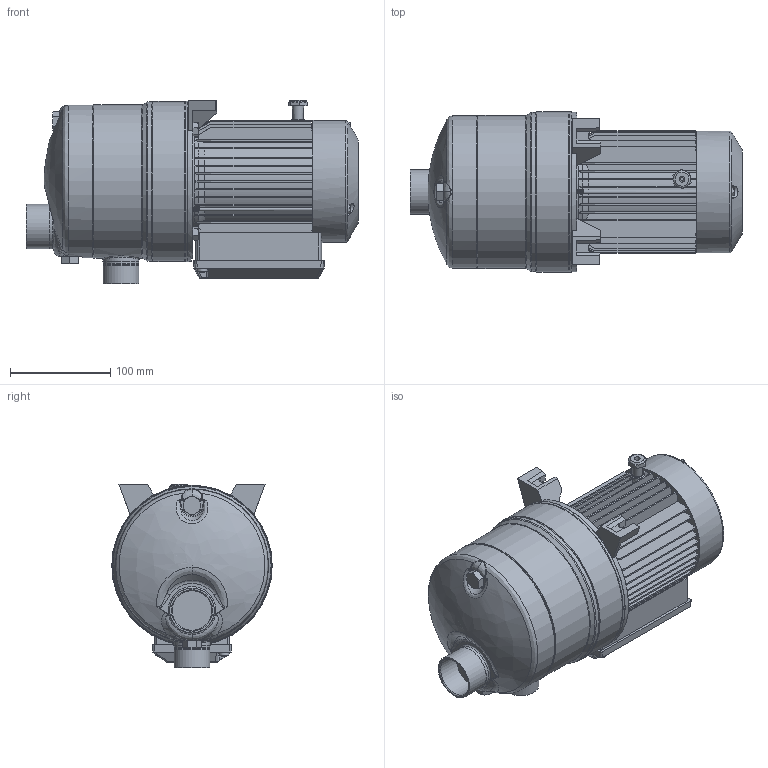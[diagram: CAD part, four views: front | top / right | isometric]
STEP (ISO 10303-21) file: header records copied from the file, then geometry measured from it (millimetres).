
FILE_DESCRIPTION(('STEP AP203'),'2;1');
FILE_NAME('MXH_202_203_402_403_APPROVED.stp','2012-04-10T11:00:27',(''),(''),'2011.1.113','THINKDESIGN','');
FILE_SCHEMA(('CONFIG_CONTROL_DESIGN'));
Length unit declared in the file: millimetre
Bounding box: 332 x 160.52 x 183 mm (x, y, z)
Volume: 4472189.6 mm3; surface area: 360767.2 mm2
Topology: 1 solids, 1 shells, 1030 faces, 2761 edges, 1782 vertices
Faces by surface type: plane 557, bspline 317, cylinder 156
Full cylindrical faces by diameter (mm): 3.5 x3, 4 x21, 10 x3, 30.7 x1, 35.5 x1, 35.8 x2, 36 x1, 39.5 x1, 44.5 x1, 106 x1, 122 x1, 152.4 x1, 153 x1, 159 x1, 160 x2
Entity records: 47892 total; most frequent: CARTESIAN_POINT 23950, ORIENTED_EDGE 5502, DIRECTION 4142, EDGE_CURVE 2751, VERTEX_POINT 1782, VECTOR 1642, LINE 1642, AXIS2_PLACEMENT_3D 1250
